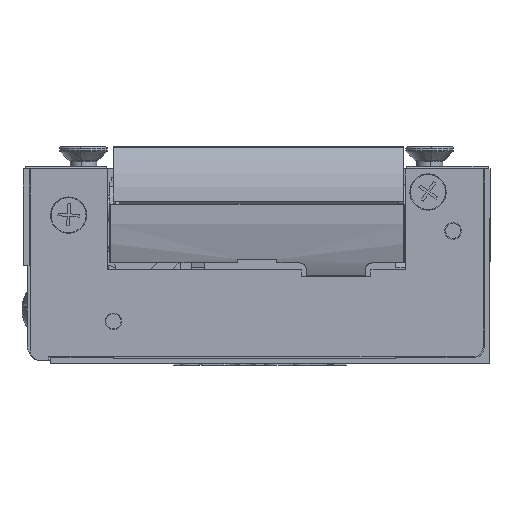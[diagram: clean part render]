
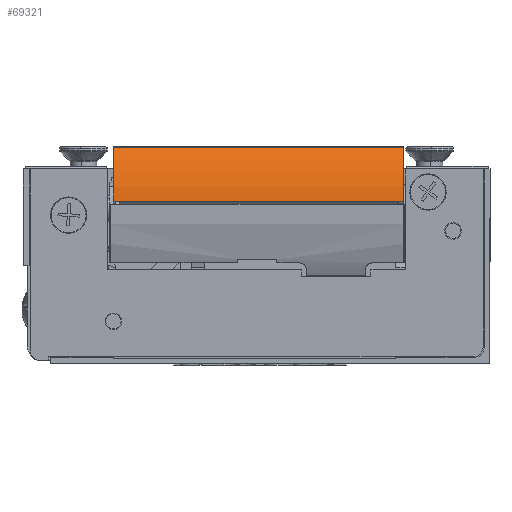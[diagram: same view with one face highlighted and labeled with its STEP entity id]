
A CAD part, left-side view. The second image highlights one B-rep face of the part: STEP entity #69321.
In plain terms, the highlighted cylindrical face has radius 13.7 mm (diameter 27.4 mm), a partial arc.
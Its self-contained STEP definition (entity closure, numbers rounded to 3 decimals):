
#111 = CARTESIAN_POINT ( 'NONE',  ( -21.476, -1.009, 9.846 ) ) ;
#686 = DIRECTION ( 'NONE',  ( -0.024, 0., -1. ) ) ;
#1803 = VERTEX_POINT ( 'NONE', #111 ) ;
#5328 = DIRECTION ( 'NONE',  ( -0.024, 0., -1. ) ) ;
#5600 = CARTESIAN_POINT ( 'NONE',  ( -18.411, 42.991, 18.063 ) ) ;
#6568 = EDGE_CURVE ( 'NONE', #1803, #44435, #23592, .T. ) ;
#7769 = AXIS2_PLACEMENT_3D ( 'NONE', #38258, #32242, #5328 ) ;
#12344 = LINE ( 'NONE', #21881, #13126 ) ;
#13126 = VECTOR ( 'NONE', #61222, 1000. ) ;
#16793 = DIRECTION ( 'NONE',  ( 0., -1., 0. ) ) ;
#21881 = CARTESIAN_POINT ( 'NONE',  ( -18.411, -1.359, 18.063 ) ) ;
#23592 = CIRCLE ( 'NONE', #7769, 13.7 ) ;
#25711 = ORIENTED_EDGE ( 'NONE', *, *, #6568, .T. ) ;
#25816 = EDGE_CURVE ( 'NONE', #38348, #29681, #68635, .T. ) ;
#27244 = CYLINDRICAL_SURFACE ( 'NONE', #67947, 13.7 ) ;
#29681 = VERTEX_POINT ( 'NONE', #67139 ) ;
#31612 = VECTOR ( 'NONE', #51379, 1000. ) ;
#32242 = DIRECTION ( 'NONE',  ( 0., 1., 0. ) ) ;
#35898 = ORIENTED_EDGE ( 'NONE', *, *, #45476, .T. ) ;
#36642 = EDGE_CURVE ( 'NONE', #44435, #38348, #12344, .T. ) ;
#36734 = CARTESIAN_POINT ( 'NONE',  ( -18.411, -1.009, 18.063 ) ) ;
#38081 = AXIS2_PLACEMENT_3D ( 'NONE', #53620, #16793, #64262 ) ;
#38258 = CARTESIAN_POINT ( 'NONE',  ( -7.782, -1.009, 9.419 ) ) ;
#38348 = VERTEX_POINT ( 'NONE', #5600 ) ;
#38569 = FACE_OUTER_BOUND ( 'NONE', #45089, .T. ) ;
#41088 = CARTESIAN_POINT ( 'NONE',  ( -21.476, -1.359, 9.846 ) ) ;
#43496 = DIRECTION ( 'NONE',  ( 0., -1., 0. ) ) ;
#44435 = VERTEX_POINT ( 'NONE', #36734 ) ;
#45089 = EDGE_LOOP ( 'NONE', ( #46737, #35898, #25711, #52085 ) ) ;
#45476 = EDGE_CURVE ( 'NONE', #29681, #1803, #67328, .T. ) ;
#46737 = ORIENTED_EDGE ( 'NONE', *, *, #25816, .T. ) ;
#51379 = DIRECTION ( 'NONE',  ( 0., -1., 0. ) ) ;
#52085 = ORIENTED_EDGE ( 'NONE', *, *, #36642, .T. ) ;
#53620 = CARTESIAN_POINT ( 'NONE',  ( -7.782, 42.991, 9.419 ) ) ;
#61222 = DIRECTION ( 'NONE',  ( 0., 1., 0. ) ) ;
#64262 = DIRECTION ( 'NONE',  ( -0.024, 0., -1. ) ) ;
#67139 = CARTESIAN_POINT ( 'NONE',  ( -21.476, 42.991, 9.846 ) ) ;
#67328 = LINE ( 'NONE', #41088, #31612 ) ;
#67947 = AXIS2_PLACEMENT_3D ( 'NONE', #69734, #43496, #686 ) ;
#68635 = CIRCLE ( 'NONE', #38081, 13.7 ) ;
#69321 = ADVANCED_FACE ( 'NONE', ( #38569 ), #27244, .T. ) ;
#69734 = CARTESIAN_POINT ( 'NONE',  ( -7.782, -1.359, 9.419 ) ) ;
